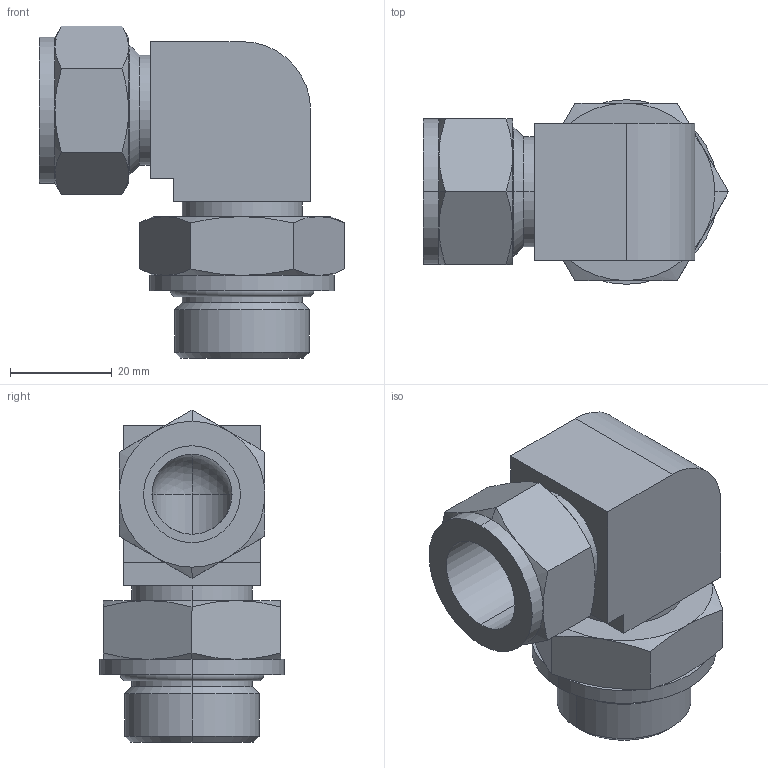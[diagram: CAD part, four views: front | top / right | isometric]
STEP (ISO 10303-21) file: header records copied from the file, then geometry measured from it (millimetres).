
FILE_DESCRIPTION (( 'STEP AP203' ), '1' );
FILE_NAME ('OEM-SS-1210-2-12PR_REV_PRODUCT_DEFINITION_FORMATION_ID.step', '2026-02-10T21:49:24', ( '' ), ( '' ), 'SwSTEP 2.0', 'SolidWorks 2025', '' );
FILE_SCHEMA (( 'CONFIG_CONTROL_DESIGN' ));
Length unit declared in the file: millimetre
Products named in the file (1): OEM-SS-1210-2-12PR_REV_PRODUCT_DEFINITION_FORMATION_ID
Bounding box: 60.04 x 36.32 x 65.34 mm (x, y, z)
Volume: 43509.8 mm3; surface area: 16426.8 mm2
Topology: 1 solids, 1 shells, 90 faces, 196 edges, 113 vertices
Faces by surface type: cone 38, plane 27, cylinder 21, torus 2, sphere 2
Entity records: 2438 total; most frequent: CARTESIAN_POINT 500, DIRECTION 405, ORIENTED_EDGE 388, EDGE_CURVE 194, AXIS2_PLACEMENT_3D 170, VERTEX_POINT 113, EDGE_LOOP 99, FACE_OUTER_BOUND 90
